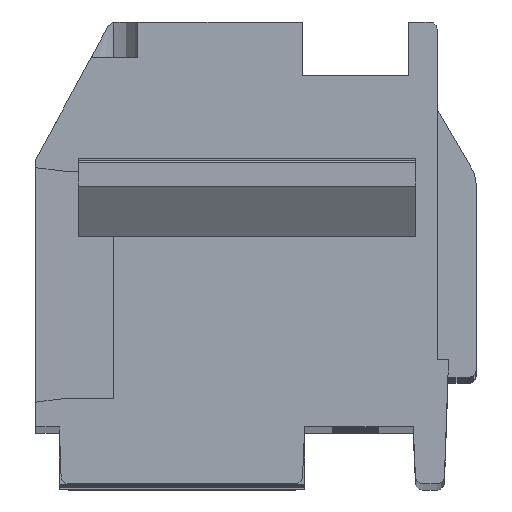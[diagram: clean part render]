
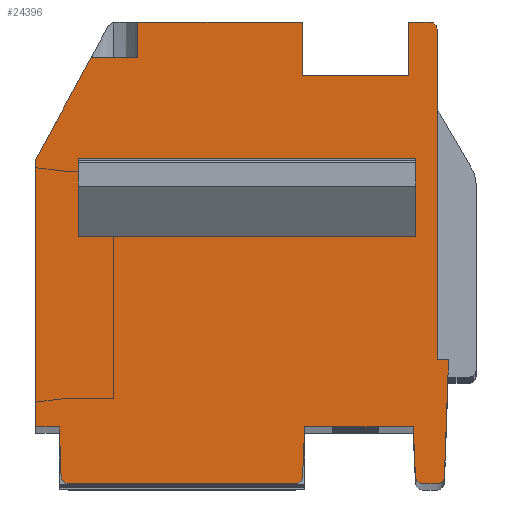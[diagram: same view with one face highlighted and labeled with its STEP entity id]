
A CAD part, top view. The second image highlights one B-rep face of the part: STEP entity #24396.
In plain terms, the highlighted planar face has unit normal (0, 0, 1).
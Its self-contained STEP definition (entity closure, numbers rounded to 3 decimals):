
#34=DIRECTION('',(0.,1.,0.));
#35=VECTOR('',#34,1.55);
#36=CARTESIAN_POINT('',(-5.188,0.15,97.5));
#37=LINE('',#36,#35);
#38=DIRECTION('',(-1.,0.,0.));
#39=VECTOR('',#38,9.5);
#40=CARTESIAN_POINT('',(4.312,0.15,97.5));
#41=LINE('',#40,#39);
#42=DIRECTION('',(0.,1.,0.));
#43=VECTOR('',#42,1.55);
#44=CARTESIAN_POINT('',(4.312,0.15,97.5));
#45=LINE('',#44,#43);
#46=DIRECTION('',(-1.,0.,0.));
#47=VECTOR('',#46,9.5);
#48=CARTESIAN_POINT('',(4.312,1.7,97.5));
#49=LINE('',#48,#47);
#50=DIRECTION('',(0.,-1.,0.));
#51=VECTOR('',#50,7.041);
#52=CARTESIAN_POINT('',(4.912,3.741,97.5));
#53=LINE('',#52,#51);
#54=DIRECTION('',(1.,0.,0.));
#55=VECTOR('',#54,0.32);
#56=CARTESIAN_POINT('',(4.912,-3.3,97.5));
#57=LINE('',#56,#55);
#58=DIRECTION('',(-0.035,-0.999,0.));
#59=VECTOR('',#58,0.502);
#60=CARTESIAN_POINT('',(5.232,-3.3,97.5));
#61=LINE('',#60,#59);
#62=DIRECTION('',(0.035,0.999,0.));
#63=VECTOR('',#62,2.807);
#64=CARTESIAN_POINT('',(5.116,-6.607,97.5));
#65=LINE('',#64,#63);
#66=CARTESIAN_POINT('',(4.916,-6.6,97.5));
#67=DIRECTION('',(0.,0.,-1.));
#68=DIRECTION('',(0.999,-0.035,0.));
#69=AXIS2_PLACEMENT_3D('',#66,#67,#68);
#71=DIRECTION('',(-1.,0.,0.));
#72=VECTOR('',#71,0.416);
#73=CARTESIAN_POINT('',(4.916,-6.8,97.5));
#74=LINE('',#73,#72);
#75=CARTESIAN_POINT('',(4.501,-6.6,97.5));
#76=DIRECTION('',(0.,0.,-1.));
#77=DIRECTION('',(0.,-1.,0.));
#78=AXIS2_PLACEMENT_3D('',#75,#76,#77);
#80=DIRECTION('',(-0.045,0.999,0.));
#81=VECTOR('',#80,1.411);
#82=CARTESIAN_POINT('',(4.301,-6.609,97.5));
#83=LINE('',#82,#81);
#84=DIRECTION('',(-1.,0.,0.));
#85=VECTOR('',#84,3.052);
#86=CARTESIAN_POINT('',(4.237,-5.2,97.5));
#87=LINE('',#86,#85);
#88=DIRECTION('',(0.045,0.999,0.));
#89=VECTOR('',#88,1.411);
#90=CARTESIAN_POINT('',(1.12,-6.609,97.5));
#91=LINE('',#90,#89);
#92=CARTESIAN_POINT('',(0.92,-6.6,97.5));
#93=DIRECTION('',(0.,0.,1.));
#94=DIRECTION('',(0.,-1.,0.));
#95=AXIS2_PLACEMENT_3D('',#92,#93,#94);
#97=DIRECTION('',(1.,0.,0.));
#98=VECTOR('',#97,6.396);
#99=CARTESIAN_POINT('',(-5.475,-6.8,97.5));
#100=LINE('',#99,#98);
#101=CARTESIAN_POINT('',(-5.475,-6.6,97.5));
#102=DIRECTION('',(0.,0.,1.));
#103=DIRECTION('',(-0.999,-0.035,0.));
#104=AXIS2_PLACEMENT_3D('',#101,#102,#103);
#106=DIRECTION('',(0.035,-0.999,0.));
#107=VECTOR('',#106,1.408);
#108=CARTESIAN_POINT('',(-5.724,-5.2,97.5));
#109=LINE('',#108,#107);
#110=DIRECTION('',(1.,0.,0.));
#111=VECTOR('',#110,0.664);
#112=CARTESIAN_POINT('',(-6.388,-5.2,97.5));
#113=LINE('',#112,#111);
#114=DIRECTION('',(0.,1.,0.));
#115=VECTOR('',#114,7.53);
#116=CARTESIAN_POINT('',(-6.388,-5.2,97.5));
#117=LINE('',#116,#115);
#118=DIRECTION('',(-0.477,-0.879,0.));
#119=VECTOR('',#118,3.266);
#120=CARTESIAN_POINT('',(-4.83,5.2,97.5));
#121=LINE('',#120,#119);
#122=DIRECTION('',(1.,0.,0.));
#123=VECTOR('',#122,1.316);
#124=CARTESIAN_POINT('',(-4.83,5.2,97.5));
#125=LINE('',#124,#123);
#126=DIRECTION('',(0.,1.,0.));
#127=VECTOR('',#126,1.);
#128=CARTESIAN_POINT('',(-3.514,5.2,97.5));
#129=LINE('',#128,#127);
#130=DIRECTION('',(-1.,0.,0.));
#131=VECTOR('',#130,4.626);
#132=CARTESIAN_POINT('',(1.112,6.2,97.5));
#133=LINE('',#132,#131);
#134=DIRECTION('',(0.,-1.,0.));
#135=VECTOR('',#134,1.5);
#136=CARTESIAN_POINT('',(1.112,6.2,97.5));
#137=LINE('',#136,#135);
#138=DIRECTION('',(1.,0.,0.));
#139=VECTOR('',#138,3.);
#140=CARTESIAN_POINT('',(1.112,4.7,97.5));
#141=LINE('',#140,#139);
#142=DIRECTION('',(0.,-1.,0.));
#143=VECTOR('',#142,1.5);
#144=CARTESIAN_POINT('',(4.112,6.2,97.5));
#145=LINE('',#144,#143);
#146=DIRECTION('',(-1.,0.,0.));
#147=VECTOR('',#146,0.6);
#148=CARTESIAN_POINT('',(4.712,6.2,97.5));
#149=LINE('',#148,#147);
#150=CARTESIAN_POINT('',(4.712,6.,97.5));
#151=DIRECTION('',(0.,0.,1.));
#152=DIRECTION('',(1.,0.,0.));
#153=AXIS2_PLACEMENT_3D('',#150,#151,#152);
#155=DIRECTION('',(0.,1.,0.));
#156=VECTOR('',#155,2.259);
#157=CARTESIAN_POINT('',(4.912,3.741,97.5));
#158=LINE('',#157,#156);
#19001=CARTESIAN_POINT('',(4.916,-6.8,97.5));
#19002=CARTESIAN_POINT('',(4.501,-6.8,97.5));
#19003=VERTEX_POINT('',#19001);
#19004=VERTEX_POINT('',#19002);
#19005=CARTESIAN_POINT('',(5.116,-6.607,97.5));
#19006=VERTEX_POINT('',#19005);
#19007=CARTESIAN_POINT('',(-6.388,-5.2,97.5));
#19008=CARTESIAN_POINT('',(-6.388,2.33,97.5));
#19009=VERTEX_POINT('',#19007);
#19010=VERTEX_POINT('',#19008);
#19011=CARTESIAN_POINT('',(4.301,-6.609,97.5));
#19012=CARTESIAN_POINT('',(4.237,-5.2,97.5));
#19013=VERTEX_POINT('',#19011);
#19014=VERTEX_POINT('',#19012);
#19048=CARTESIAN_POINT('',(-4.83,5.2,97.5));
#19049=CARTESIAN_POINT('',(-3.514,5.2,97.5));
#19050=VERTEX_POINT('',#19048);
#19051=VERTEX_POINT('',#19049);
#19052=CARTESIAN_POINT('',(-3.514,6.2,97.5));
#19053=VERTEX_POINT('',#19052);
#19099=CARTESIAN_POINT('',(-5.188,0.15,97.5));
#19100=CARTESIAN_POINT('',(-5.188,1.7,97.5));
#19101=VERTEX_POINT('',#19099);
#19102=VERTEX_POINT('',#19100);
#19103=CARTESIAN_POINT('',(4.312,0.15,97.5));
#19104=CARTESIAN_POINT('',(4.312,1.7,97.5));
#19105=VERTEX_POINT('',#19103);
#19106=VERTEX_POINT('',#19104);
#19159=CARTESIAN_POINT('',(4.912,6.,97.5));
#19160=CARTESIAN_POINT('',(4.712,6.2,97.5));
#19161=VERTEX_POINT('',#19159);
#19162=VERTEX_POINT('',#19160);
#19308=CARTESIAN_POINT('',(4.112,6.2,97.5));
#19309=CARTESIAN_POINT('',(4.112,4.7,97.5));
#19310=VERTEX_POINT('',#19308);
#19311=VERTEX_POINT('',#19309);
#19312=CARTESIAN_POINT('',(1.112,6.2,97.5));
#19313=CARTESIAN_POINT('',(1.112,4.7,97.5));
#19314=VERTEX_POINT('',#19312);
#19315=VERTEX_POINT('',#19313);
#19386=CARTESIAN_POINT('',(-5.675,-6.607,97.5));
#19387=CARTESIAN_POINT('',(-5.475,-6.8,97.5));
#19388=VERTEX_POINT('',#19386);
#19389=VERTEX_POINT('',#19387);
#19390=CARTESIAN_POINT('',(0.92,-6.8,97.5));
#19391=VERTEX_POINT('',#19390);
#19392=CARTESIAN_POINT('',(1.12,-6.609,97.5));
#19393=VERTEX_POINT('',#19392);
#19402=CARTESIAN_POINT('',(1.184,-5.2,97.5));
#19404=VERTEX_POINT('',#19402);
#19408=CARTESIAN_POINT('',(-5.724,-5.2,97.5));
#19409=VERTEX_POINT('',#19408);
#24271=CARTESIAN_POINT('',(4.912,3.741,97.5));
#24272=CARTESIAN_POINT('',(4.912,-3.3,97.5));
#24273=VERTEX_POINT('',#24271);
#24274=VERTEX_POINT('',#24272);
#24275=CARTESIAN_POINT('',(5.232,-3.3,97.5));
#24276=VERTEX_POINT('',#24275);
#24277=CARTESIAN_POINT('',(5.214,-3.802,97.5));
#24278=VERTEX_POINT('',#24277);
#24327=CARTESIAN_POINT('',(0.,0.,97.5));
#24328=DIRECTION('',(0.,0.,1.));
#24329=DIRECTION('',(1.,0.,0.));
#24330=AXIS2_PLACEMENT_3D('',#24327,#24328,#24329);
#24331=PLANE('',#24330);
#24333=ORIENTED_EDGE('',*,*,#24332,.T.);
#24335=ORIENTED_EDGE('',*,*,#24334,.T.);
#24337=ORIENTED_EDGE('',*,*,#24336,.T.);
#24339=ORIENTED_EDGE('',*,*,#24338,.F.);
#24341=ORIENTED_EDGE('',*,*,#24340,.T.);
#24343=ORIENTED_EDGE('',*,*,#24342,.T.);
#24345=ORIENTED_EDGE('',*,*,#24344,.T.);
#24347=ORIENTED_EDGE('',*,*,#24346,.T.);
#24349=ORIENTED_EDGE('',*,*,#24348,.T.);
#24351=ORIENTED_EDGE('',*,*,#24350,.F.);
#24353=ORIENTED_EDGE('',*,*,#24352,.F.);
#24355=ORIENTED_EDGE('',*,*,#24354,.F.);
#24357=ORIENTED_EDGE('',*,*,#24356,.F.);
#24359=ORIENTED_EDGE('',*,*,#24358,.F.);
#24361=ORIENTED_EDGE('',*,*,#24360,.F.);
#24363=ORIENTED_EDGE('',*,*,#24362,.T.);
#24365=ORIENTED_EDGE('',*,*,#24364,.F.);
#24367=ORIENTED_EDGE('',*,*,#24366,.T.);
#24369=ORIENTED_EDGE('',*,*,#24368,.T.);
#24371=ORIENTED_EDGE('',*,*,#24370,.F.);
#24373=ORIENTED_EDGE('',*,*,#24372,.T.);
#24375=ORIENTED_EDGE('',*,*,#24374,.T.);
#24377=ORIENTED_EDGE('',*,*,#24376,.F.);
#24379=ORIENTED_EDGE('',*,*,#24378,.F.);
#24381=ORIENTED_EDGE('',*,*,#24380,.F.);
#24383=ORIENTED_EDGE('',*,*,#24382,.F.);
#24384=EDGE_LOOP('',(#24333,#24335,#24337,#24339,#24341,#24343,#24345,#24347,
#24349,#24351,#24353,#24355,#24357,#24359,#24361,#24363,#24365,#24367,#24369,
#24371,#24373,#24375,#24377,#24379,#24381,#24383));
#24385=FACE_OUTER_BOUND('',#24384,.F.);
#24387=ORIENTED_EDGE('',*,*,#24386,.F.);
#24389=ORIENTED_EDGE('',*,*,#24388,.F.);
#24391=ORIENTED_EDGE('',*,*,#24390,.T.);
#24393=ORIENTED_EDGE('',*,*,#24392,.T.);
#24394=EDGE_LOOP('',(#24387,#24389,#24391,#24393));
#24395=FACE_BOUND('',#24394,.F.);
#70=CIRCLE('',#69,0.2);
#79=CIRCLE('',#78,0.2);
#96=CIRCLE('',#95,0.2);
#105=CIRCLE('',#104,0.2);
#154=CIRCLE('',#153,0.2);
#24332=EDGE_CURVE('',#24273,#24274,#53,.T.);
#24334=EDGE_CURVE('',#24274,#24276,#57,.T.);
#24336=EDGE_CURVE('',#24276,#24278,#61,.T.);
#24338=EDGE_CURVE('',#19006,#24278,#65,.T.);
#24340=EDGE_CURVE('',#19006,#19003,#70,.T.);
#24342=EDGE_CURVE('',#19003,#19004,#74,.T.);
#24344=EDGE_CURVE('',#19004,#19013,#79,.T.);
#24346=EDGE_CURVE('',#19013,#19014,#83,.T.);
#24348=EDGE_CURVE('',#19014,#19404,#87,.T.);
#24350=EDGE_CURVE('',#19393,#19404,#91,.T.);
#24352=EDGE_CURVE('',#19391,#19393,#96,.T.);
#24354=EDGE_CURVE('',#19389,#19391,#100,.T.);
#24356=EDGE_CURVE('',#19388,#19389,#105,.T.);
#24358=EDGE_CURVE('',#19409,#19388,#109,.T.);
#24360=EDGE_CURVE('',#19009,#19409,#113,.T.);
#24362=EDGE_CURVE('',#19009,#19010,#117,.T.);
#24364=EDGE_CURVE('',#19050,#19010,#121,.T.);
#24366=EDGE_CURVE('',#19050,#19051,#125,.T.);
#24368=EDGE_CURVE('',#19051,#19053,#129,.T.);
#24370=EDGE_CURVE('',#19314,#19053,#133,.T.);
#24372=EDGE_CURVE('',#19314,#19315,#137,.T.);
#24374=EDGE_CURVE('',#19315,#19311,#141,.T.);
#24376=EDGE_CURVE('',#19310,#19311,#145,.T.);
#24378=EDGE_CURVE('',#19162,#19310,#149,.T.);
#24380=EDGE_CURVE('',#19161,#19162,#154,.T.);
#24382=EDGE_CURVE('',#24273,#19161,#158,.T.);
#24386=EDGE_CURVE('',#19101,#19102,#37,.T.);
#24388=EDGE_CURVE('',#19105,#19101,#41,.T.);
#24390=EDGE_CURVE('',#19105,#19106,#45,.T.);
#24392=EDGE_CURVE('',#19106,#19102,#49,.T.);
#24396=ADVANCED_FACE('',(#24385,#24395),#24331,.T.);
